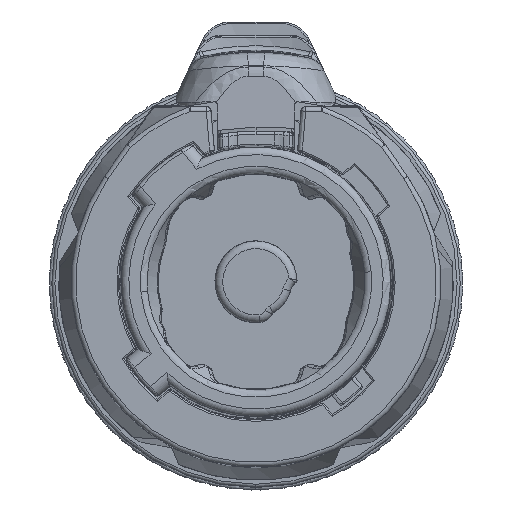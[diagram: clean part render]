
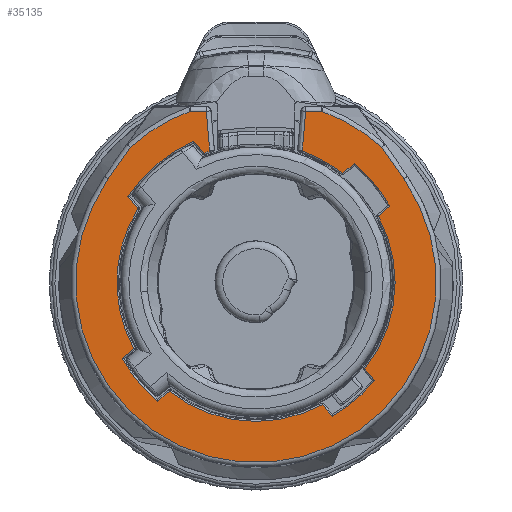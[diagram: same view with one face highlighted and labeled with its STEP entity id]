
A CAD part, top view. The second image highlights one B-rep face of the part: STEP entity #35135.
In plain terms, the highlighted planar face has unit normal (0, 0, 1).
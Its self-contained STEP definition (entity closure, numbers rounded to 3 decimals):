
#2=CARTESIAN_POINT('',(0.,0.,43.3));
#3=DIRECTION('',(0.,0.,-1.));
#4=DIRECTION('',(-0.373,0.928,0.));
#5=AXIS2_PLACEMENT_3D('',#2,#3,#4);
#7=CARTESIAN_POINT('',(0.,0.,43.3));
#8=DIRECTION('',(0.,0.,1.));
#9=DIRECTION('',(-0.403,0.915,0.));
#10=AXIS2_PLACEMENT_3D('',#7,#8,#9);
#12=CARTESIAN_POINT('',(0.,0.,43.3));
#13=DIRECTION('',(0.,0.,1.));
#14=DIRECTION('',(-0.849,0.529,0.));
#15=AXIS2_PLACEMENT_3D('',#12,#13,#14);
#17=CARTESIAN_POINT('',(0.,0.,43.3));
#18=DIRECTION('',(0.,0.,1.));
#19=DIRECTION('',(-0.869,-0.494,0.));
#20=AXIS2_PLACEMENT_3D('',#17,#18,#19);
#22=CARTESIAN_POINT('',(0.,0.,43.3));
#23=DIRECTION('',(0.,0.,-1.));
#24=DIRECTION('',(0.477,-0.879,0.));
#25=AXIS2_PLACEMENT_3D('',#22,#23,#24);
#27=CARTESIAN_POINT('',(0.,0.,43.3));
#28=DIRECTION('',(0.,0.,1.));
#29=DIRECTION('',(0.494,-0.869,0.));
#30=AXIS2_PLACEMENT_3D('',#27,#28,#29);
#32=CARTESIAN_POINT('',(0.,0.,43.3));
#33=DIRECTION('',(0.,0.,1.));
#34=DIRECTION('',(0.783,-0.622,0.));
#35=AXIS2_PLACEMENT_3D('',#32,#33,#34);
#37=CARTESIAN_POINT('',(0.,0.,43.3));
#38=DIRECTION('',(0.,0.,1.));
#39=DIRECTION('',(0.869,0.494,0.));
#40=AXIS2_PLACEMENT_3D('',#37,#38,#39);
#42=CARTESIAN_POINT('',(0.,0.,43.3));
#43=DIRECTION('',(0.,0.,1.));
#44=DIRECTION('',(0.622,0.783,0.));
#45=AXIS2_PLACEMENT_3D('',#42,#43,#44);
#47=CARTESIAN_POINT('',(3.225,11.1,43.3));
#48=CARTESIAN_POINT('',(3.15,10.237,43.3));
#49=CARTESIAN_POINT('',(3.074,9.375,43.3));
#50=CARTESIAN_POINT('',(2.999,8.512,43.3));
#52=DIRECTION('',(1.,0.,0.));
#53=VECTOR('',#52,1.046);
#54=CARTESIAN_POINT('',(3.225,11.1,43.3));
#55=LINE('',#54,#53);
#56=CARTESIAN_POINT('',(8.148,8.762,43.3));
#57=CARTESIAN_POINT('',(7.935,8.956,43.3));
#58=CARTESIAN_POINT('',(7.493,9.329,43.3));
#59=CARTESIAN_POINT('',(6.79,9.838,43.3));
#60=CARTESIAN_POINT('',(6.021,10.312,43.3));
#61=CARTESIAN_POINT('',(5.162,10.75,43.3));
#62=CARTESIAN_POINT('',(4.573,10.991,43.3));
#63=CARTESIAN_POINT('',(4.271,11.1,43.3));
#65=DIRECTION('',(-0.574,0.819,0.));
#66=VECTOR('',#65,2.504);
#67=CARTESIAN_POINT('',(9.584,6.711,43.3));
#68=LINE('',#67,#66);
#69=CARTESIAN_POINT('',(0.,0.,43.3));
#70=DIRECTION('',(0.,0.,1.));
#71=DIRECTION('',(-0.819,0.574,0.));
#72=AXIS2_PLACEMENT_3D('',#69,#70,#71);
#74=DIRECTION('',(-0.574,-0.819,0.));
#75=VECTOR('',#74,2.504);
#76=CARTESIAN_POINT('',(-8.148,8.762,43.3));
#77=LINE('',#76,#75);
#78=CARTESIAN_POINT('',(-4.271,11.1,43.3));
#79=CARTESIAN_POINT('',(-4.546,11.001,43.3));
#80=CARTESIAN_POINT('',(-5.086,10.782,43.3));
#81=CARTESIAN_POINT('',(-5.866,10.395,43.3));
#82=CARTESIAN_POINT('',(-6.634,9.942,43.3));
#83=CARTESIAN_POINT('',(-7.411,9.395,43.3));
#84=CARTESIAN_POINT('',(-7.905,8.982,43.3));
#85=CARTESIAN_POINT('',(-8.148,8.762,43.3));
#87=DIRECTION('',(1.,0.,0.));
#88=VECTOR('',#87,1.046);
#89=CARTESIAN_POINT('',(-4.271,11.1,43.3));
#90=LINE('',#89,#88);
#91=CARTESIAN_POINT('',(-2.999,8.512,43.3));
#92=CARTESIAN_POINT('',(-3.074,9.375,43.3));
#93=CARTESIAN_POINT('',(-3.15,10.237,43.3));
#94=CARTESIAN_POINT('',(-3.225,11.1,43.3));
#309=DIRECTION('',(-0.766,-0.643,0.));
#310=VECTOR('',#309,0.993);
#311=CARTESIAN_POINT('',(-5.618,-7.063,43.3));
#312=LINE('',#311,#310);
#338=DIRECTION('',(0.766,0.643,0.));
#339=VECTOR('',#338,0.993);
#340=CARTESIAN_POINT('',(-8.692,-4.944,43.3));
#341=LINE('',#340,#339);
#367=DIRECTION('',(-0.643,0.766,0.));
#368=VECTOR('',#367,1.02);
#369=CARTESIAN_POINT('',(-7.66,4.773,43.3));
#370=LINE('',#369,#368);
#396=DIRECTION('',(0.643,-0.766,0.));
#397=VECTOR('',#396,1.02);
#398=CARTESIAN_POINT('',(-4.026,9.154,43.3));
#399=LINE('',#398,#397);
#471=DIRECTION('',(0.766,0.643,0.));
#472=VECTOR('',#471,0.993);
#473=CARTESIAN_POINT('',(5.618,7.063,43.3));
#474=LINE('',#473,#472);
#500=DIRECTION('',(-0.766,-0.643,0.));
#501=VECTOR('',#500,0.993);
#502=CARTESIAN_POINT('',(8.692,4.944,43.3));
#503=LINE('',#502,#501);
#529=DIRECTION('',(0.643,-0.766,0.));
#530=VECTOR('',#529,0.993);
#531=CARTESIAN_POINT('',(7.063,-5.618,43.3));
#532=LINE('',#531,#530);
#558=DIRECTION('',(-0.643,0.766,0.));
#559=VECTOR('',#558,0.993);
#560=CARTESIAN_POINT('',(4.944,-8.692,43.3));
#561=LINE('',#560,#559);
#11933=CARTESIAN_POINT('',(2.999,8.512,43.3));
#30533=CARTESIAN_POINT('',(-2.999,8.512,43.3));
#30614=CARTESIAN_POINT('',(-4.271,11.1,43.3));
#30615=CARTESIAN_POINT('',(-3.225,11.1,43.3));
#30616=VERTEX_POINT('',#30614);
#30617=VERTEX_POINT('',#30615);
#30638=CARTESIAN_POINT('',(3.225,11.1,43.3));
#30639=CARTESIAN_POINT('',(4.271,11.1,43.3));
#30640=VERTEX_POINT('',#30638);
#30641=VERTEX_POINT('',#30639);
#30646=VERTEX_POINT('',#56);
#30653=CARTESIAN_POINT('',(9.584,6.711,43.3));
#30654=VERTEX_POINT('',#30653);
#30655=CARTESIAN_POINT('',(-8.148,8.762,43.3));
#30656=CARTESIAN_POINT('',(-9.584,6.711,43.3));
#30657=VERTEX_POINT('',#30655);
#30658=VERTEX_POINT('',#30656);
#30670=VERTEX_POINT('',#30533);
#30676=VERTEX_POINT('',#11933);
#30678=CARTESIAN_POINT('',(-4.026,9.154,43.3));
#30679=CARTESIAN_POINT('',(-8.316,5.554,43.3));
#30680=VERTEX_POINT('',#30678);
#30681=VERTEX_POINT('',#30679);
#30686=CARTESIAN_POINT('',(8.692,4.944,43.3));
#30687=CARTESIAN_POINT('',(6.378,7.702,43.3));
#30688=VERTEX_POINT('',#30686);
#30689=VERTEX_POINT('',#30687);
#30694=CARTESIAN_POINT('',(4.944,-8.692,43.3));
#30695=CARTESIAN_POINT('',(7.702,-6.378,43.3));
#30696=VERTEX_POINT('',#30694);
#30697=VERTEX_POINT('',#30695);
#30702=CARTESIAN_POINT('',(-8.692,-4.944,43.3));
#30703=CARTESIAN_POINT('',(-6.378,-7.702,43.3));
#30704=VERTEX_POINT('',#30702);
#30705=VERTEX_POINT('',#30703);
#30741=CARTESIAN_POINT('',(-3.37,8.372,43.3));
#30743=VERTEX_POINT('',#30741);
#30747=CARTESIAN_POINT('',(5.618,7.063,43.3));
#30749=VERTEX_POINT('',#30747);
#30753=CARTESIAN_POINT('',(7.932,4.306,43.3));
#30755=VERTEX_POINT('',#30753);
#30759=CARTESIAN_POINT('',(-7.66,4.773,43.3));
#30761=VERTEX_POINT('',#30759);
#30765=CARTESIAN_POINT('',(7.063,-5.618,43.3));
#30767=VERTEX_POINT('',#30765);
#30771=CARTESIAN_POINT('',(4.306,-7.932,43.3));
#30773=VERTEX_POINT('',#30771);
#30777=CARTESIAN_POINT('',(-5.618,-7.063,43.3));
#30779=VERTEX_POINT('',#30777);
#30783=CARTESIAN_POINT('',(-7.932,-4.306,43.3));
#30785=VERTEX_POINT('',#30783);
#35076=CARTESIAN_POINT('',(0.,0.,43.3));
#35077=DIRECTION('',(0.,0.,1.));
#35078=DIRECTION('',(1.,0.,0.));
#35079=AXIS2_PLACEMENT_3D('',#35076,#35077,#35078);
#35080=PLANE('',#35079);
#35082=ORIENTED_EDGE('',*,*,#35081,.F.);
#35084=ORIENTED_EDGE('',*,*,#35083,.F.);
#35086=ORIENTED_EDGE('',*,*,#35085,.T.);
#35088=ORIENTED_EDGE('',*,*,#35087,.F.);
#35090=ORIENTED_EDGE('',*,*,#35089,.T.);
#35092=ORIENTED_EDGE('',*,*,#35091,.F.);
#35094=ORIENTED_EDGE('',*,*,#35093,.T.);
#35096=ORIENTED_EDGE('',*,*,#35095,.F.);
#35098=ORIENTED_EDGE('',*,*,#35097,.F.);
#35100=ORIENTED_EDGE('',*,*,#35099,.F.);
#35102=ORIENTED_EDGE('',*,*,#35101,.T.);
#35104=ORIENTED_EDGE('',*,*,#35103,.F.);
#35106=ORIENTED_EDGE('',*,*,#35105,.T.);
#35108=ORIENTED_EDGE('',*,*,#35107,.F.);
#35110=ORIENTED_EDGE('',*,*,#35109,.T.);
#35112=ORIENTED_EDGE('',*,*,#35111,.F.);
#35114=ORIENTED_EDGE('',*,*,#35113,.T.);
#35116=ORIENTED_EDGE('',*,*,#35115,.F.);
#35118=ORIENTED_EDGE('',*,*,#35117,.T.);
#35120=ORIENTED_EDGE('',*,*,#35119,.F.);
#35122=ORIENTED_EDGE('',*,*,#35121,.F.);
#35124=ORIENTED_EDGE('',*,*,#35123,.F.);
#35126=ORIENTED_EDGE('',*,*,#35125,.F.);
#35128=ORIENTED_EDGE('',*,*,#35127,.F.);
#35130=ORIENTED_EDGE('',*,*,#35129,.T.);
#35132=ORIENTED_EDGE('',*,*,#35131,.F.);
#35133=EDGE_LOOP('',(#35082,#35084,#35086,#35088,#35090,#35092,#35094,#35096,
#35098,#35100,#35102,#35104,#35106,#35108,#35110,#35112,#35114,#35116,#35118,
#35120,#35122,#35124,#35126,#35128,#35130,#35132));
#35134=FACE_OUTER_BOUND('',#35133,.F.);
#35135=ADVANCED_FACE('',(#35134),#35080,.T.);
#6=CIRCLE('',#5,9.025);
#11=CIRCLE('',#10,10.);
#16=CIRCLE('',#15,9.025);
#21=CIRCLE('',#20,10.);
#26=CIRCLE('',#25,9.025);
#31=CIRCLE('',#30,10.);
#36=CIRCLE('',#35,9.025);
#41=CIRCLE('',#40,10.);
#46=CIRCLE('',#45,9.025);
#51=B_SPLINE_CURVE_WITH_KNOTS('',3,(#47,#48,#49,#50),.UNSPECIFIED.,.F.,.F.,(4,
4),(0.,1.),.UNSPECIFIED.);
#64=B_SPLINE_CURVE_WITH_KNOTS('',3,(#56,#57,#58,#59,#60,#61,#62,#63),
.UNSPECIFIED.,.F.,.F.,(4,1,1,1,1,4),(0.,0.2,0.4,0.6,0.8,1.),
.UNSPECIFIED.);
#73=CIRCLE('',#72,11.7);
#86=B_SPLINE_CURVE_WITH_KNOTS('',3,(#78,#79,#80,#81,#82,#83,#84,#85),
.UNSPECIFIED.,.F.,.F.,(4,1,1,1,1,4),(0.,0.2,0.4,0.6,0.8,1.),
.UNSPECIFIED.);
#95=B_SPLINE_CURVE_WITH_KNOTS('',3,(#91,#92,#93,#94),.UNSPECIFIED.,.F.,.F.,(4,
4),(0.,1.),.UNSPECIFIED.);
#35081=EDGE_CURVE('',#30743,#30670,#6,.T.);
#35083=EDGE_CURVE('',#30680,#30743,#399,.T.);
#35085=EDGE_CURVE('',#30680,#30681,#11,.T.);
#35087=EDGE_CURVE('',#30761,#30681,#370,.T.);
#35089=EDGE_CURVE('',#30761,#30785,#16,.T.);
#35091=EDGE_CURVE('',#30704,#30785,#341,.T.);
#35093=EDGE_CURVE('',#30704,#30705,#21,.T.);
#35095=EDGE_CURVE('',#30779,#30705,#312,.T.);
#35097=EDGE_CURVE('',#30773,#30779,#26,.T.);
#35099=EDGE_CURVE('',#30696,#30773,#561,.T.);
#35101=EDGE_CURVE('',#30696,#30697,#31,.T.);
#35103=EDGE_CURVE('',#30767,#30697,#532,.T.);
#35105=EDGE_CURVE('',#30767,#30755,#36,.T.);
#35107=EDGE_CURVE('',#30688,#30755,#503,.T.);
#35109=EDGE_CURVE('',#30688,#30689,#41,.T.);
#35111=EDGE_CURVE('',#30749,#30689,#474,.T.);
#35113=EDGE_CURVE('',#30749,#30676,#46,.T.);
#35115=EDGE_CURVE('',#30640,#30676,#51,.T.);
#35117=EDGE_CURVE('',#30640,#30641,#55,.T.);
#35119=EDGE_CURVE('',#30646,#30641,#64,.T.);
#35121=EDGE_CURVE('',#30654,#30646,#68,.T.);
#35123=EDGE_CURVE('',#30658,#30654,#73,.T.);
#35125=EDGE_CURVE('',#30657,#30658,#77,.T.);
#35127=EDGE_CURVE('',#30616,#30657,#86,.T.);
#35129=EDGE_CURVE('',#30616,#30617,#90,.T.);
#35131=EDGE_CURVE('',#30670,#30617,#95,.T.);
